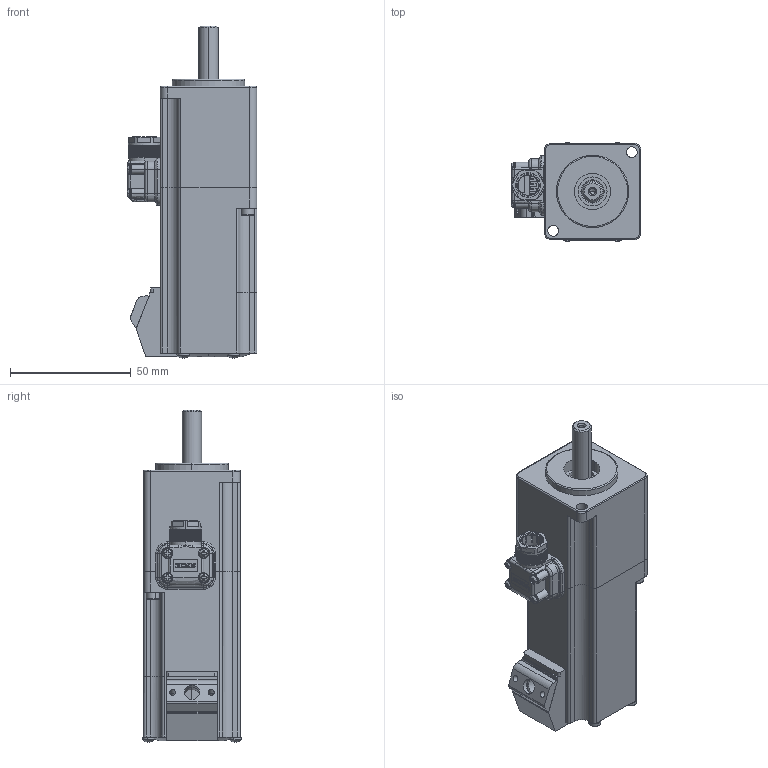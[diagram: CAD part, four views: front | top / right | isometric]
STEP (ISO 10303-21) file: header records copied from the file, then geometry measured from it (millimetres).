
FILE_DESCRIPTION (( 'STEP AP203' ), '1' );
FILE_NAME ('WB40ST-Z1M00330×Ü×°.STEP', '2022-05-30T00:57:36', ( 'lvbing' ), ( 'WG' ), 'SwSTEP 2.0', 'SolidWorks 2018', '' );
FILE_SCHEMA (( 'CONFIG_CONTROL_DESIGN' ));
Products named in the file (1): WB40ST-Z1M00330軞蚾
Bounding box: 53.71 x 41 x 137.57 mm (x, y, z)
Surface area: 36181.8 mm2 (no closed solid volume)
Topology: 0 solids, 73 shells, 2117 faces, 5993 edges, 3983 vertices
Faces by surface type: bspline 1740, plane 181, cylinder 146, cone 28, torus 14, sphere 8
Entity records: 86540 total; most frequent: CARTESIAN_POINT 44070, ORIENTED_EDGE 11814, EDGE_CURVE 5967, VERTEX_POINT 3983, DIRECTION 3889, B_SPLINE_CURVE_WITH_KNOTS 2891, EDGE_LOOP 2224, ADVANCED_FACE 2117
